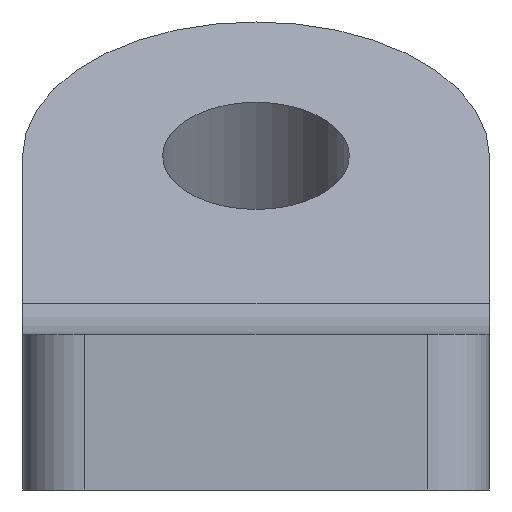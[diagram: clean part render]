
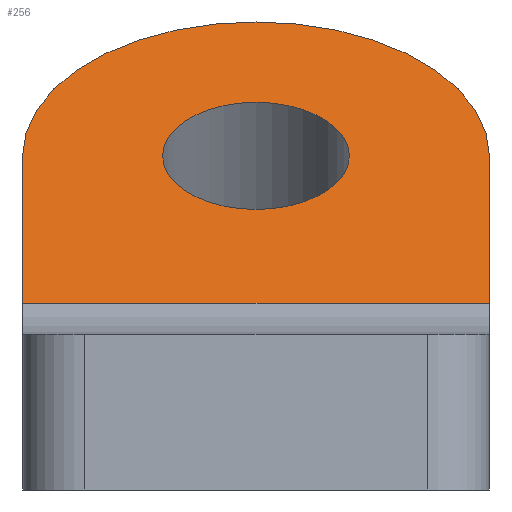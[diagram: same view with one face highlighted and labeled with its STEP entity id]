
A CAD part, front view. The second image highlights one B-rep face of the part: STEP entity #256.
In plain terms, the highlighted planar face has unit normal (0, -0.574, 0.819).
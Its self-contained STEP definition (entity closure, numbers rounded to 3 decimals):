
#15=FACE_BOUND('',#42,.T.);
#19=PLANE('',#286);
#27=FACE_OUTER_BOUND('',#41,.T.);
#41=EDGE_LOOP('',(#180,#181,#182,#183));
#42=EDGE_LOOP('',(#184));
#58=LINE('',#397,#80);
#60=LINE('',#403,#82);
#61=LINE('',#406,#83);
#80=VECTOR('',#317,10.);
#82=VECTOR('',#323,10.);
#83=VECTOR('',#326,10.);
#104=CIRCLE('',#287,7.5);
#105=CIRCLE('',#288,3.);
#117=VERTEX_POINT('',#394);
#118=VERTEX_POINT('',#396);
#120=VERTEX_POINT('',#402);
#121=VERTEX_POINT('',#404);
#122=VERTEX_POINT('',#407);
#141=EDGE_CURVE('',#117,#118,#58,.T.);
#144=EDGE_CURVE('',#117,#120,#60,.T.);
#145=EDGE_CURVE('',#120,#121,#104,.T.);
#146=EDGE_CURVE('',#121,#118,#61,.T.);
#147=EDGE_CURVE('',#122,#122,#105,.T.);
#180=ORIENTED_EDGE('',*,*,#141,.F.);
#181=ORIENTED_EDGE('',*,*,#144,.T.);
#182=ORIENTED_EDGE('',*,*,#145,.T.);
#183=ORIENTED_EDGE('',*,*,#146,.T.);
#184=ORIENTED_EDGE('',*,*,#147,.T.);
#256=ADVANCED_FACE('',(#27,#15),#19,.T.);
#286=AXIS2_PLACEMENT_3D('',#401,#321,#322);
#287=AXIS2_PLACEMENT_3D('',#405,#324,#325);
#288=AXIS2_PLACEMENT_3D('',#408,#327,#328);
#317=DIRECTION('',(-1.,0.,0.));
#321=DIRECTION('center_axis',(0.,-0.574,0.819));
#322=DIRECTION('ref_axis',(1.,0.,0.));
#323=DIRECTION('',(0.,0.819,0.574));
#324=DIRECTION('center_axis',(0.,-0.574,0.819));
#325=DIRECTION('ref_axis',(1.,0.,0.));
#326=DIRECTION('',(0.,-0.819,-0.574));
#327=DIRECTION('center_axis',(0.,0.574,-0.819));
#328=DIRECTION('ref_axis',(1.,0.,0.));
#394=CARTESIAN_POINT('',(7.5,6.421,5.995));
#396=CARTESIAN_POINT('',(-7.5,6.421,5.995));
#397=CARTESIAN_POINT('',(0.,6.421,5.995));
#401=CARTESIAN_POINT('Origin',(0.,0.904,2.132));
#402=CARTESIAN_POINT('',(7.5,13.192,10.736));
#403=CARTESIAN_POINT('',(7.5,-5.239,-2.17));
#404=CARTESIAN_POINT('',(-7.5,13.192,10.736));
#405=CARTESIAN_POINT('Origin',(0.,13.192,10.736));
#406=CARTESIAN_POINT('',(-7.5,7.048,6.434));
#407=CARTESIAN_POINT('',(-3.,13.192,10.736));
#408=CARTESIAN_POINT('Origin',(0.,13.192,10.736));
